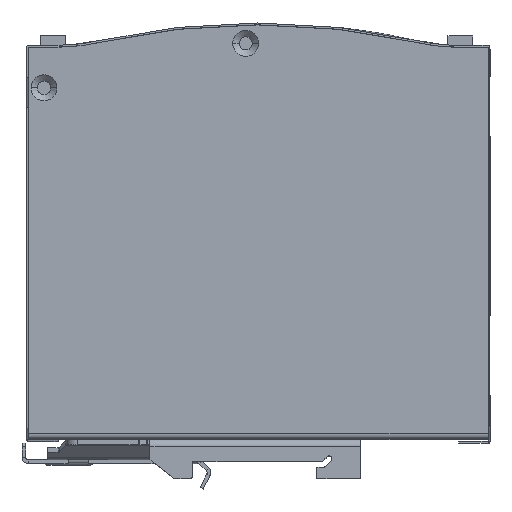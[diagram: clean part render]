
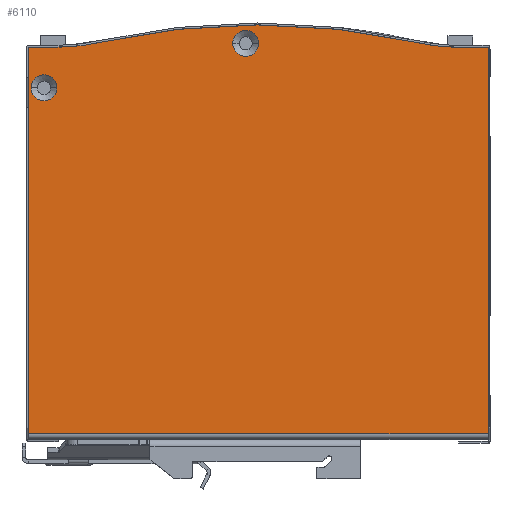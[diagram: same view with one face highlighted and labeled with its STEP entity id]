
A CAD part, top view. The second image highlights one B-rep face of the part: STEP entity #6110.
In plain terms, the highlighted planar face has unit normal (0, 0, 1).
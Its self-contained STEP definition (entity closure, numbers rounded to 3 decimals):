
#583 = EDGE_CURVE ( 'NONE', #7316, #37109, #23076, .T. ) ;
#1415 = EDGE_LOOP ( 'NONE', ( #15664, #3697 ) ) ;
#1691 = ORIENTED_EDGE ( 'NONE', *, *, #9130, .F. ) ;
#1707 = CARTESIAN_POINT ( 'NONE',  ( -62., 107., 20.75 ) ) ;
#2079 = DIRECTION ( 'NONE',  ( 1., 0., 0. ) ) ;
#2702 = ORIENTED_EDGE ( 'NONE', *, *, #11264, .F. ) ;
#2850 = FACE_BOUND ( 'NONE', #1415, .T. ) ;
#3152 = ORIENTED_EDGE ( 'NONE', *, *, #38604, .F. ) ;
#3637 = AXIS2_PLACEMENT_3D ( 'NONE', #5975, #9623, #27439 ) ;
#3673 = VECTOR ( 'NONE', #9538, 1000. ) ;
#3697 = ORIENTED_EDGE ( 'NONE', *, *, #33060, .F. ) ;
#4102 = AXIS2_PLACEMENT_3D ( 'NONE', #43479, #32975, #26134 ) ;
#5675 = LINE ( 'NONE', #26028, #20009 ) ;
#5975 = CARTESIAN_POINT ( 'NONE',  ( -120., 95., 20.75 ) ) ;
#6110 = ADVANCED_FACE ( 'NONE', ( #6497, #2850, #38230 ), #20874, .T. ) ;
#6497 = FACE_BOUND ( 'NONE', #16812, .T. ) ;
#7316 = VERTEX_POINT ( 'NONE', #31390 ) ;
#9130 = EDGE_CURVE ( 'NONE', #39929, #37109, #9746, .T. ) ;
#9538 = DIRECTION ( 'NONE',  ( 0., -1., 0. ) ) ;
#9623 = DIRECTION ( 'NONE',  ( 0., 0., 1. ) ) ;
#9732 = ORIENTED_EDGE ( 'NONE', *, *, #36015, .F. ) ;
#9746 = LINE ( 'NONE', #24140, #36059 ) ;
#10203 = DIRECTION ( 'NONE',  ( 0., -1., 0. ) ) ;
#10518 = CARTESIAN_POINT ( 'NONE',  ( -8.18, 105.994, 20.75 ) ) ;
#10938 = CIRCLE ( 'NONE', #3637, 3.5 ) ;
#11264 = EDGE_CURVE ( 'NONE', #40196, #16632, #43009, .T. ) ;
#11280 = VERTEX_POINT ( 'NONE', #15737 ) ;
#11371 = ORIENTED_EDGE ( 'NONE', *, *, #583, .T. ) ;
#12476 = DIRECTION ( 'NONE',  ( 0., 0., 1. ) ) ;
#12878 = AXIS2_PLACEMENT_3D ( 'NONE', #14027, #34566, #16769 ) ;
#13302 = VERTEX_POINT ( 'NONE', #23857 ) ;
#14027 = CARTESIAN_POINT ( 'NONE',  ( -124.2, 112.5, 20.75 ) ) ;
#15431 = EDGE_CURVE ( 'NONE', #23108, #13302, #44981, .T. ) ;
#15576 = CARTESIAN_POINT ( 'NONE',  ( 0., 1.5, 20.75 ) ) ;
#15664 = ORIENTED_EDGE ( 'NONE', *, *, #43477, .F. ) ;
#15737 = CARTESIAN_POINT ( 'NONE',  ( -116.22, 105.994, 20.75 ) ) ;
#16046 = ORIENTED_EDGE ( 'NONE', *, *, #18562, .F. ) ;
#16632 = VERTEX_POINT ( 'NONE', #26786 ) ;
#16769 = DIRECTION ( 'NONE',  ( 0., -1., 0. ) ) ;
#16812 = EDGE_LOOP ( 'NONE', ( #2702, #30999 ) ) ;
#17184 = CARTESIAN_POINT ( 'NONE',  ( -116.5, 95., 20.75 ) ) ;
#17386 = CARTESIAN_POINT ( 'NONE',  ( -8.18, 105.994, 20.75 ) ) ;
#17917 = AXIS2_PLACEMENT_3D ( 'NONE', #41703, #31421, #28455 ) ;
#18239 = VERTEX_POINT ( 'NONE', #10518 ) ;
#18480 = DIRECTION ( 'NONE',  ( 1., 0., 0. ) ) ;
#18562 = EDGE_CURVE ( 'NONE', #21070, #11280, #5675, .T. ) ;
#18702 = DIRECTION ( 'NONE',  ( 0., 0., 1. ) ) ;
#19386 = DIRECTION ( 'NONE',  ( 1., 0., 0. ) ) ;
#19543 = DIRECTION ( 'NONE',  ( 1., 0., 0. ) ) ;
#20009 = VECTOR ( 'NONE', #19386, 1000. ) ;
#20274 = LINE ( 'NONE', #44246, #3673 ) ;
#20358 = DIRECTION ( 'NONE',  ( 1., 0., 0. ) ) ;
#20422 = AXIS2_PLACEMENT_3D ( 'NONE', #29890, #26916, #36743 ) ;
#20874 = PLANE ( 'NONE',  #12878 ) ;
#21070 = VERTEX_POINT ( 'NONE', #22299 ) ;
#21154 = EDGE_LOOP ( 'NONE', ( #9732, #40889, #37477, #3152, #16046, #36114, #11371, #1691 ) ) ;
#22299 = CARTESIAN_POINT ( 'NONE',  ( -124.2, 105.994, 20.75 ) ) ;
#22565 = EDGE_CURVE ( 'NONE', #21070, #7316, #20274, .T. ) ;
#23076 = LINE ( 'NONE', #39987, #36732 ) ;
#23108 = VERTEX_POINT ( 'NONE', #31984 ) ;
#23553 = LINE ( 'NONE', #17386, #32401 ) ;
#23857 = CARTESIAN_POINT ( 'NONE',  ( -19.152, 107.213, 20.75 ) ) ;
#24140 = CARTESIAN_POINT ( 'NONE',  ( 0., 112.5, 20.75 ) ) ;
#24378 = CIRCLE ( 'NONE', #44797, 50. ) ;
#25216 = CIRCLE ( 'NONE', #17917, 50. ) ;
#26028 = CARTESIAN_POINT ( 'NONE',  ( -124.2, 105.994, 20.75 ) ) ;
#26134 = DIRECTION ( 'NONE',  ( 1., 0., 0. ) ) ;
#26724 = DIRECTION ( 'NONE',  ( 0., 0., -1. ) ) ;
#26786 = CARTESIAN_POINT ( 'NONE',  ( -69., 107., 20.75 ) ) ;
#26916 = DIRECTION ( 'NONE',  ( 0., 0., 1. ) ) ;
#27088 = VERTEX_POINT ( 'NONE', #17184 ) ;
#27439 = DIRECTION ( 'NONE',  ( 1., 0., 0. ) ) ;
#27974 = CIRCLE ( 'NONE', #31580, 3.5 ) ;
#28455 = DIRECTION ( 'NONE',  ( 1., 0., 0. ) ) ;
#29655 = AXIS2_PLACEMENT_3D ( 'NONE', #44541, #26724, #37230 ) ;
#29890 = CARTESIAN_POINT ( 'NONE',  ( -65.5, 107., 20.75 ) ) ;
#30999 = ORIENTED_EDGE ( 'NONE', *, *, #41693, .F. ) ;
#31390 = CARTESIAN_POINT ( 'NONE',  ( -124.2, 1.5, 20.75 ) ) ;
#31421 = DIRECTION ( 'NONE',  ( 0., 0., 1. ) ) ;
#31580 = AXIS2_PLACEMENT_3D ( 'NONE', #32619, #18702, #18480 ) ;
#31984 = CARTESIAN_POINT ( 'NONE',  ( -105.248, 107.213, 20.75 ) ) ;
#32401 = VECTOR ( 'NONE', #20358, 1000. ) ;
#32619 = CARTESIAN_POINT ( 'NONE',  ( -120., 95., 20.75 ) ) ;
#32975 = DIRECTION ( 'NONE',  ( 0., 0., 1. ) ) ;
#33060 = EDGE_CURVE ( 'NONE', #36905, #27088, #27974, .T. ) ;
#33472 = CARTESIAN_POINT ( 'NONE',  ( 0., 105.994, 20.75 ) ) ;
#34566 = DIRECTION ( 'NONE',  ( 0., 0., 1. ) ) ;
#36015 = EDGE_CURVE ( 'NONE', #18239, #39929, #23553, .T. ) ;
#36059 = VECTOR ( 'NONE', #10203, 1000. ) ;
#36114 = ORIENTED_EDGE ( 'NONE', *, *, #22565, .T. ) ;
#36732 = VECTOR ( 'NONE', #2079, 1000. ) ;
#36743 = DIRECTION ( 'NONE',  ( 1., 0., 0. ) ) ;
#36900 = CIRCLE ( 'NONE', #4102, 3.5 ) ;
#36905 = VERTEX_POINT ( 'NONE', #41250 ) ;
#37109 = VERTEX_POINT ( 'NONE', #15576 ) ;
#37122 = CARTESIAN_POINT ( 'NONE',  ( -116.22, 155.994, 20.75 ) ) ;
#37230 = DIRECTION ( 'NONE',  ( 1., 0., 0. ) ) ;
#37477 = ORIENTED_EDGE ( 'NONE', *, *, #15431, .F. ) ;
#38230 = FACE_OUTER_BOUND ( 'NONE', #21154, .T. ) ;
#38604 = EDGE_CURVE ( 'NONE', #11280, #23108, #24378, .T. ) ;
#39929 = VERTEX_POINT ( 'NONE', #33472 ) ;
#39987 = CARTESIAN_POINT ( 'NONE',  ( -124.2, 1.5, 20.75 ) ) ;
#40196 = VERTEX_POINT ( 'NONE', #1707 ) ;
#40889 = ORIENTED_EDGE ( 'NONE', *, *, #41218, .F. ) ;
#41218 = EDGE_CURVE ( 'NONE', #13302, #18239, #25216, .T. ) ;
#41250 = CARTESIAN_POINT ( 'NONE',  ( -123.5, 95., 20.75 ) ) ;
#41693 = EDGE_CURVE ( 'NONE', #16632, #40196, #36900, .T. ) ;
#41703 = CARTESIAN_POINT ( 'NONE',  ( -8.18, 155.994, 20.75 ) ) ;
#43009 = CIRCLE ( 'NONE', #20422, 3.5 ) ;
#43477 = EDGE_CURVE ( 'NONE', #27088, #36905, #10938, .T. ) ;
#43479 = CARTESIAN_POINT ( 'NONE',  ( -65.5, 107., 20.75 ) ) ;
#44246 = CARTESIAN_POINT ( 'NONE',  ( -124.2, 112.5, 20.75 ) ) ;
#44541 = CARTESIAN_POINT ( 'NONE',  ( -62.2, -84.182, 20.75 ) ) ;
#44797 = AXIS2_PLACEMENT_3D ( 'NONE', #37122, #12476, #19543 ) ;
#44981 = CIRCLE ( 'NONE', #29655, 196.176 ) ;
